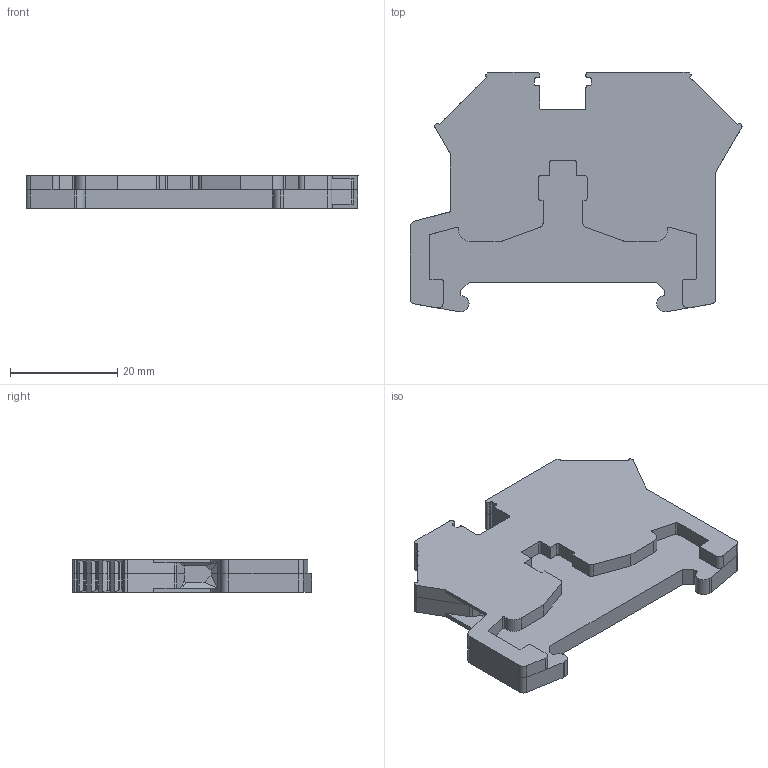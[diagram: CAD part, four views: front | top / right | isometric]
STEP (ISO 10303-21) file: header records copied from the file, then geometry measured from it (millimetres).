
FILE_DESCRIPTION(/* description */ (''),/* implementation_level */ '2;1');
FILE_NAME(/* name */ '1060_SL25_35_ZR_iso.stp',/* time_stamp */ '2011-07-18T14:33:16+02:00',/* author */ (''),/* organization */ (''),/* preprocessor_version */ 'ST-DEVELOPER v11',/* originating_system */ 'SIEMENS UGS NX 6.0',/* authorisation */ '');
FILE_SCHEMA (('CONFIG_CONTROL_DESIGN'));
Length unit declared in the file: millimetre
Products named in the file (1): 1060_SL25_35_ZR_iso
Bounding box: 61.87 x 44.6 x 6.1 mm (x, y, z)
Volume: 10113.5 mm3; surface area: 6422.3 mm2
Topology: 1 solids, 1 shells, 492 faces, 1420 edges, 930 vertices
Faces by surface type: plane 359, cylinder 133
Full cylindrical faces by diameter (mm): 4 x1, 4.3 x2
Entity records: 16180 total; most frequent: CARTESIAN_POINT 2929, ORIENTED_EDGE 2830, DIRECTION 2698, EDGE_CURVE 1415, LINE 1104, VECTOR 1104, VERTEX_POINT 928, AXIS2_PLACEMENT_3D 797
